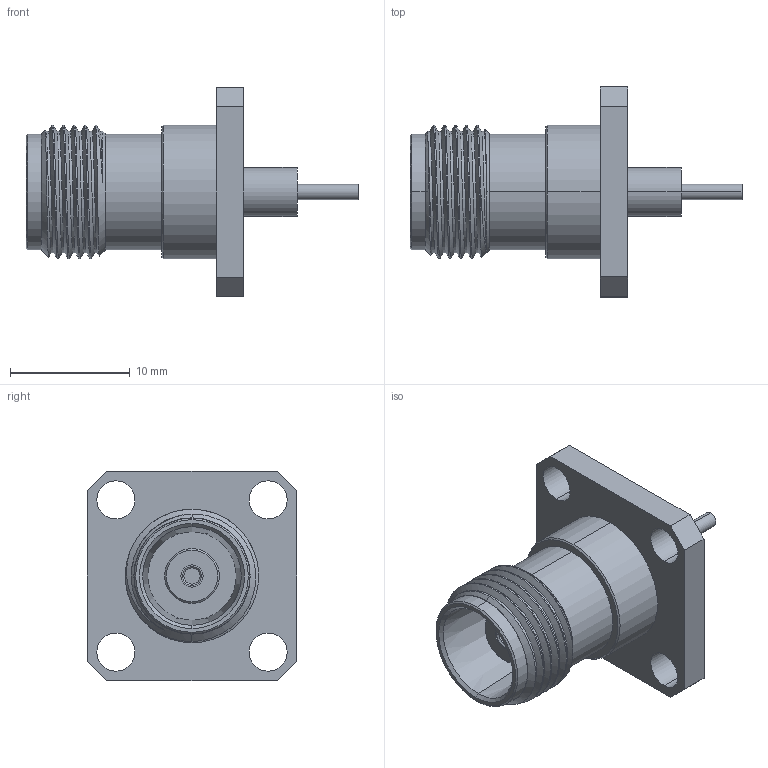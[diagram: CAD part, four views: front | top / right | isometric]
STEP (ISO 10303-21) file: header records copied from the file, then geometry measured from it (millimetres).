
FILE_DESCRIPTION (( 'STEP AP214' ), '1' );
FILE_NAME ('SC4243_3D.step', '2024-06-17T22:38:56', ( '' ), ( '' ), 'SwSTEP 2.0', 'SolidWorks 2022', '' );
FILE_SCHEMA (( 'AUTOMOTIVE_DESIGN' ));
Length unit declared in the file: inch
Products named in the file (1): SC4243_3D
Bounding box: 27.69 x 17.5 x 17.5 mm (x, y, z)
Volume: 1693.4 mm3; surface area: 1769.5 mm2
Topology: 1 solids, 1 shells, 107 faces, 265 edges, 169 vertices
Faces by surface type: plane 43, cylinder 42, cone 19, bspline 3
Entity records: 4956 total; most frequent: CARTESIAN_POINT 2433, ORIENTED_EDGE 530, DIRECTION 508, EDGE_CURVE 265, AXIS2_PLACEMENT_3D 196, VERTEX_POINT 169, EDGE_LOOP 124, VECTOR 116
